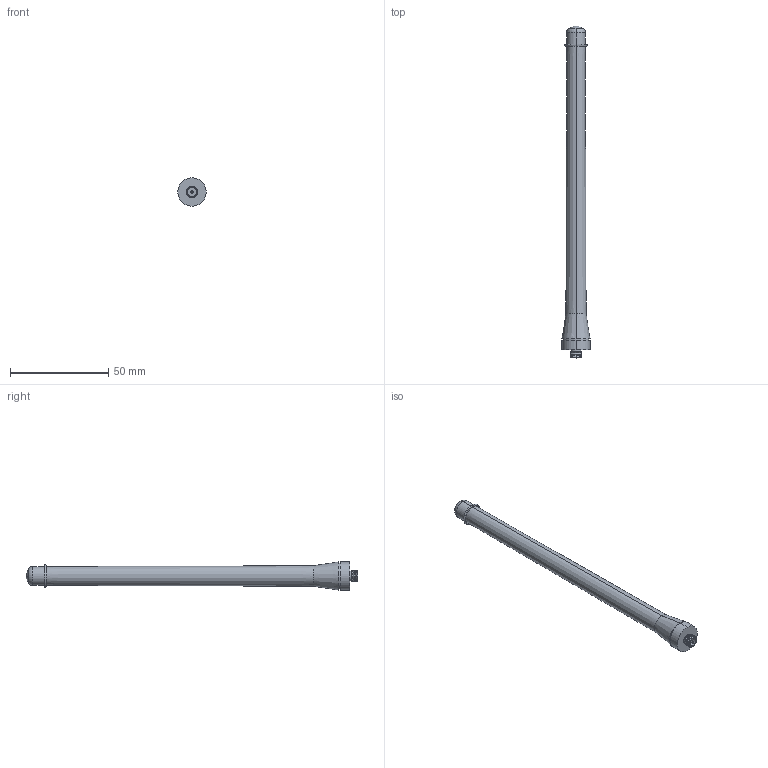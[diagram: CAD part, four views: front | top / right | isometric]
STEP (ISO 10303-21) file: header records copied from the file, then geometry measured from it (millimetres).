
FILE_DESCRIPTION (( 'STEP AP214' ), '1' );
FILE_NAME ('FMANRBD1022_3D.step', '2023-03-06T14:45:28', ( '' ), ( '' ), 'SwSTEP 2.0', 'SolidWorks 2022', '' );
FILE_SCHEMA (( 'AUTOMOTIVE_DESIGN' ));
Length unit declared in the file: inch
Products named in the file (1): FMANRBD1022_3D
Bounding box: 14.4 x 168.7 x 14.4 mm (x, y, z)
Volume: 13731.6 mm3; surface area: 5752.6 mm2
Topology: 1 solids, 1 shells, 50 faces, 98 edges, 59 vertices
Faces by surface type: cone 20, cylinder 14, plane 10, torus 4, sphere 2
Entity records: 1334 total; most frequent: DIRECTION 264, CARTESIAN_POINT 208, ORIENTED_EDGE 196, AXIS2_PLACEMENT_3D 115, EDGE_CURVE 98, CIRCLE 64, VERTEX_POINT 59, EDGE_LOOP 59
